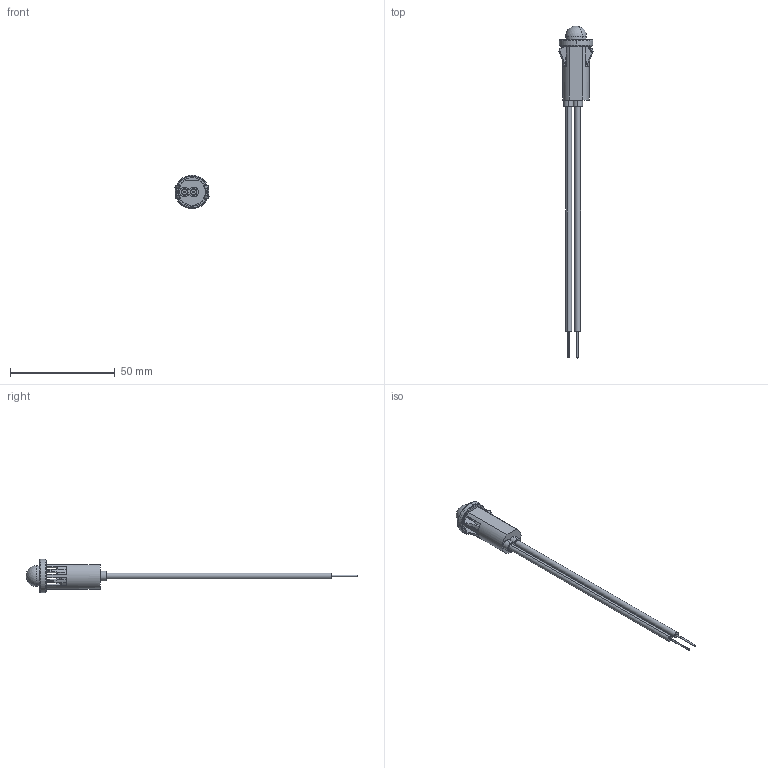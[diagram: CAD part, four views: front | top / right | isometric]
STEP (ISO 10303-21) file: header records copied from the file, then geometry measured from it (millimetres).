
FILE_DESCRIPTION (( 'STEP AP214' ), '1' );
FILE_NAME ('1091MXB-XXV.STEP', '2016-01-18T21:39:27', ( 'user' ), ( 'Microsoft' ), 'SwSTEP 2.0', 'SolidWorks 2014', '' );
FILE_SCHEMA (( 'AUTOMOTIVE_DESIGN' ));
Length unit declared in the file: inch
Products named in the file (6): WP2379RD - 5 inches; WP2379WT - 5 inches; MB1333x B10033; D11456 - B13071; E13975 C8305; 1091MXB-XXV
Assembly tree (5 placements, depth 2):
  1091MXB-XXV
    E13975 C8305
    D11456 - B13071
    MB1333x B10033
    WP2379WT - 5 inches
    WP2379RD - 5 inches
Bounding box: 16.28 x 158.39 x 15.99 mm (x, y, z)
Volume: 2835 mm3; surface area: 6125.2 mm2
Topology: 5 solids, 5 shells, 319 faces, 872 edges, 568 vertices
Faces by surface type: plane 123, cylinder 102, cone 58, sphere 24, torus 12
Entity records: 10924 total; most frequent: CARTESIAN_POINT 2351, DIRECTION 1762, ORIENTED_EDGE 1736, EDGE_CURVE 868, AXIS2_PLACEMENT_3D 675, VERTEX_POINT 566, LINE 412, VECTOR 412
